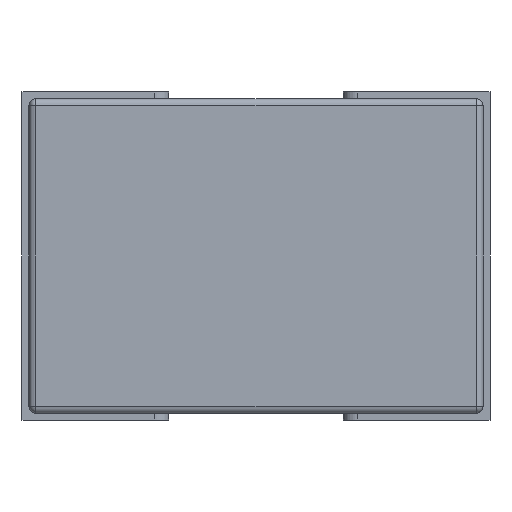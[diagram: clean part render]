
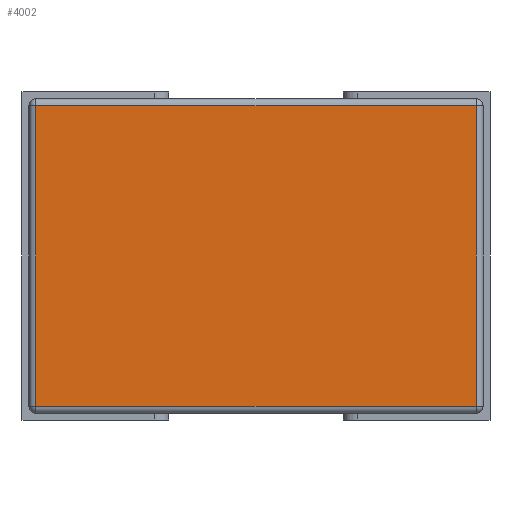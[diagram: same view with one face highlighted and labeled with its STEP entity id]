
A CAD part, left-side view. The second image highlights one B-rep face of the part: STEP entity #4002.
In plain terms, the highlighted planar face has unit normal (-1, 0, 0).
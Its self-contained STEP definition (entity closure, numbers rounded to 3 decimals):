
#433 = LINE ( 'NONE', #15654, #13121 ) ;
#1445 = ORIENTED_EDGE ( 'NONE', *, *, #3880, .T. ) ;
#3058 = CARTESIAN_POINT ( 'NONE',  ( -0.425, 0.325, 0.01 ) ) ;
#3067 = ORIENTED_EDGE ( 'NONE', *, *, #10553, .T. ) ;
#3492 = DIRECTION ( 'NONE',  ( 1., 0., 0. ) ) ;
#3880 = EDGE_CURVE ( 'NONE', #13268, #15792, #12815, .T. ) ;
#4002 = ADVANCED_FACE ( 'NONE', ( #10532 ), #14901, .F. ) ;
#4445 = CARTESIAN_POINT ( 'NONE',  ( -0.425, 0.315, 0.45 ) ) ;
#4617 = CARTESIAN_POINT ( 'NONE',  ( -0.425, 0.315, 0.01 ) ) ;
#6377 = CARTESIAN_POINT ( 'NONE',  ( -0.425, -0.315, 0.44 ) ) ;
#6537 = CARTESIAN_POINT ( 'NONE',  ( -0.425, 0.325, 0.44 ) ) ;
#7388 = DIRECTION ( 'NONE',  ( 0., 0., 1. ) ) ;
#7724 = CARTESIAN_POINT ( 'NONE',  ( -0.425, 0.325, 0.45 ) ) ;
#7810 = LINE ( 'NONE', #6537, #15210 ) ;
#9218 = ORIENTED_EDGE ( 'NONE', *, *, #16490, .T. ) ;
#9903 = EDGE_CURVE ( 'NONE', #16260, #13268, #15206, .T. ) ;
#10163 = VERTEX_POINT ( 'NONE', #6377 ) ;
#10349 = DIRECTION ( 'NONE',  ( 0., 0., -1. ) ) ;
#10532 = FACE_OUTER_BOUND ( 'NONE', #17687, .T. ) ;
#10553 = EDGE_CURVE ( 'NONE', #10163, #16260, #7810, .T. ) ;
#11166 = CARTESIAN_POINT ( 'NONE',  ( -0.425, 0.315, 0.44 ) ) ;
#12076 = DIRECTION ( 'NONE',  ( 0., 1., 0. ) ) ;
#12815 = LINE ( 'NONE', #3058, #17586 ) ;
#12900 = ORIENTED_EDGE ( 'NONE', *, *, #9903, .T. ) ;
#13121 = VECTOR ( 'NONE', #7388, 1000. ) ;
#13268 = VERTEX_POINT ( 'NONE', #4617 ) ;
#14120 = DIRECTION ( 'NONE',  ( 0., 0., -1. ) ) ;
#14630 = VECTOR ( 'NONE', #14120, 1000. ) ;
#14843 = CARTESIAN_POINT ( 'NONE',  ( -0.425, -0.315, 0.01 ) ) ;
#14901 = PLANE ( 'NONE',  #16417 ) ;
#15206 = LINE ( 'NONE', #4445, #14630 ) ;
#15210 = VECTOR ( 'NONE', #12076, 1000. ) ;
#15654 = CARTESIAN_POINT ( 'NONE',  ( -0.425, -0.315, 0.45 ) ) ;
#15792 = VERTEX_POINT ( 'NONE', #14843 ) ;
#16260 = VERTEX_POINT ( 'NONE', #11166 ) ;
#16417 = AXIS2_PLACEMENT_3D ( 'NONE', #7724, #3492, #10349 ) ;
#16490 = EDGE_CURVE ( 'NONE', #15792, #10163, #433, .T. ) ;
#16903 = DIRECTION ( 'NONE',  ( 0., -1., 0. ) ) ;
#17586 = VECTOR ( 'NONE', #16903, 1000. ) ;
#17687 = EDGE_LOOP ( 'NONE', ( #1445, #9218, #3067, #12900 ) ) ;
